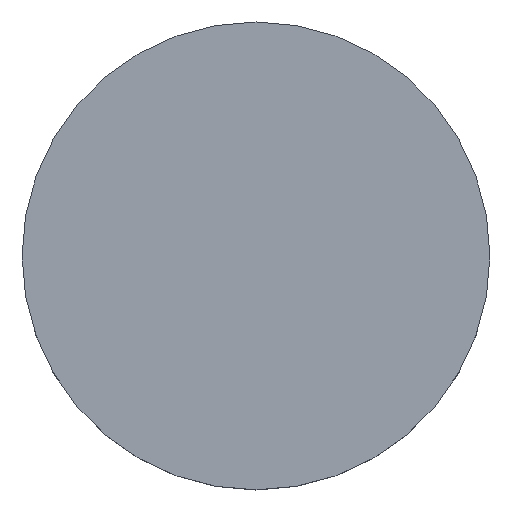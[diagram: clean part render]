
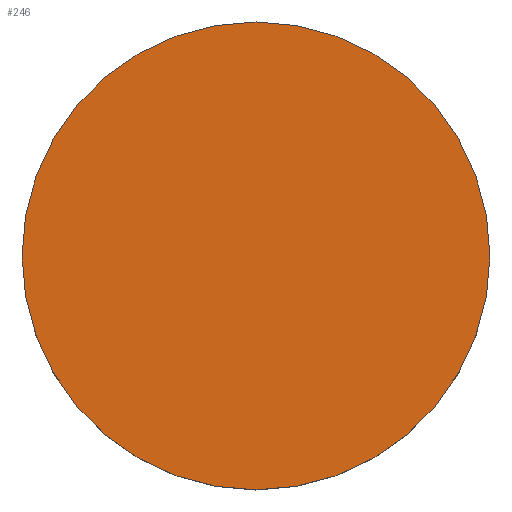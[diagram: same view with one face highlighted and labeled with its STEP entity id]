
A CAD part, top view. The second image highlights one B-rep face of the part: STEP entity #246.
In plain terms, the highlighted planar face has unit normal (0, 0, 1).
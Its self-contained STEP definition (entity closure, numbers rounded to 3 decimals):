
#20 = EDGE_CURVE ( 'NONE', #500, #395, #196, .T. ) ;
#41 = CIRCLE ( 'NONE', #195, 2.4 ) ;
#70 = DIRECTION ( 'NONE',  ( 1., 0., 0. ) ) ;
#73 = DIRECTION ( 'NONE',  ( 0., 0., 1. ) ) ;
#74 = CARTESIAN_POINT ( 'NONE',  ( 0., 0., 12.611 ) ) ;
#92 = PLANE ( 'NONE',  #347 ) ;
#135 = AXIS2_PLACEMENT_3D ( 'NONE', #478, #502, #376 ) ;
#146 = FACE_OUTER_BOUND ( 'NONE', #297, .T. ) ;
#195 = AXIS2_PLACEMENT_3D ( 'NONE', #392, #279, #388 ) ;
#196 = CIRCLE ( 'NONE', #135, 2.4 ) ;
#246 = ADVANCED_FACE ( 'NONE', ( #146 ), #92, .T. ) ;
#248 = ORIENTED_EDGE ( 'NONE', *, *, #20, .T. ) ;
#279 = DIRECTION ( 'NONE',  ( 0., 0., 1. ) ) ;
#297 = EDGE_LOOP ( 'NONE', ( #454, #248 ) ) ;
#347 = AXIS2_PLACEMENT_3D ( 'NONE', #74, #73, #70 ) ;
#376 = DIRECTION ( 'NONE',  ( 1., 0., 0. ) ) ;
#388 = DIRECTION ( 'NONE',  ( 1., 0., 0. ) ) ;
#392 = CARTESIAN_POINT ( 'NONE',  ( 0., 0., 12.611 ) ) ;
#395 = VERTEX_POINT ( 'NONE', #466 ) ;
#399 = CARTESIAN_POINT ( 'NONE',  ( 2.4, 0., 12.611 ) ) ;
#454 = ORIENTED_EDGE ( 'NONE', *, *, #489, .T. ) ;
#466 = CARTESIAN_POINT ( 'NONE',  ( -2.4, 0., 12.611 ) ) ;
#478 = CARTESIAN_POINT ( 'NONE',  ( 0., 0., 12.611 ) ) ;
#489 = EDGE_CURVE ( 'NONE', #395, #500, #41, .T. ) ;
#500 = VERTEX_POINT ( 'NONE', #399 ) ;
#502 = DIRECTION ( 'NONE',  ( 0., 0., 1. ) ) ;
